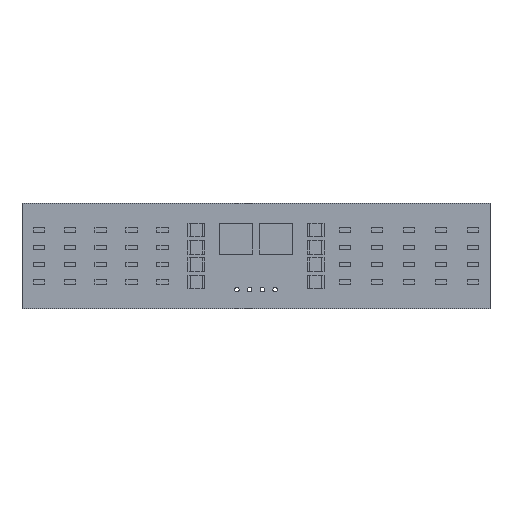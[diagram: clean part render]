
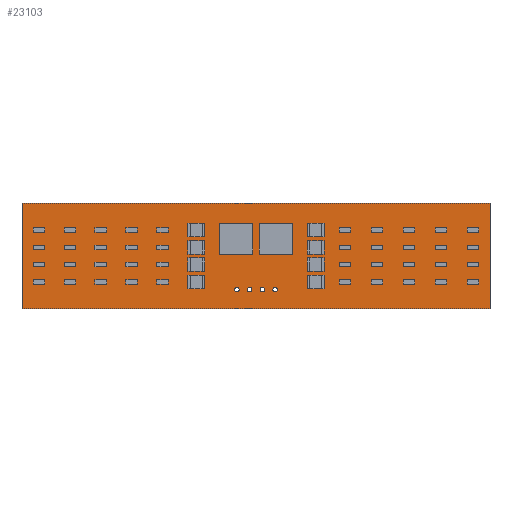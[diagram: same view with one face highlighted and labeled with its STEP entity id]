
A CAD part, top view. The second image highlights one B-rep face of the part: STEP entity #23103.
In plain terms, the highlighted planar face has unit normal (0, 0, 1).
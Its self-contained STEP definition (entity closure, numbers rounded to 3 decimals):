
#22830 = VERTEX_POINT('',#22831);
#22831 = CARTESIAN_POINT('',(76.2,81.28,0.));
#22837 = EDGE_CURVE('',#22830,#22838,#22840,.T.);
#22838 = VERTEX_POINT('',#22839);
#22839 = CARTESIAN_POINT('',(76.2,102.235,0.));
#22840 = LINE('',#22841,#22842);
#22841 = CARTESIAN_POINT('',(76.2,81.28,0.));
#22842 = VECTOR('',#22843,1.);
#22843 = DIRECTION('',(0.,1.,0.));
#22868 = EDGE_CURVE('',#22838,#22869,#22871,.T.);
#22869 = VERTEX_POINT('',#22870);
#22870 = CARTESIAN_POINT('',(168.91,102.235,0.));
#22871 = LINE('',#22872,#22873);
#22872 = CARTESIAN_POINT('',(76.2,102.235,0.));
#22873 = VECTOR('',#22874,1.);
#22874 = DIRECTION('',(1.,0.,0.));
#22899 = EDGE_CURVE('',#22869,#22900,#22902,.T.);
#22900 = VERTEX_POINT('',#22901);
#22901 = CARTESIAN_POINT('',(168.91,81.28,0.));
#22902 = LINE('',#22903,#22904);
#22903 = CARTESIAN_POINT('',(168.91,102.235,0.));
#22904 = VECTOR('',#22905,1.);
#22905 = DIRECTION('',(0.,-1.,0.));
#22930 = EDGE_CURVE('',#22900,#22830,#22931,.T.);
#22931 = LINE('',#22932,#22933);
#22932 = CARTESIAN_POINT('',(168.91,81.28,0.));
#22933 = VECTOR('',#22934,1.);
#22934 = DIRECTION('',(-1.,0.,0.));
#22954 = VERTEX_POINT('',#22955);
#22955 = CARTESIAN_POINT('',(121.735,85.09,0.));
#22961 = EDGE_CURVE('',#22954,#22954,#22962,.T.);
#22962 = CIRCLE('',#22963,0.45);
#22963 = AXIS2_PLACEMENT_3D('',#22964,#22965,#22966);
#22964 = CARTESIAN_POINT('',(121.285,85.09,0.));
#22965 = DIRECTION('',(0.,0.,1.));
#22966 = DIRECTION('',(1.,0.,0.));
#22987 = VERTEX_POINT('',#22988);
#22988 = CARTESIAN_POINT('',(119.195,85.09,0.));
#22994 = EDGE_CURVE('',#22987,#22987,#22995,.T.);
#22995 = CIRCLE('',#22996,0.45);
#22996 = AXIS2_PLACEMENT_3D('',#22997,#22998,#22999);
#22997 = CARTESIAN_POINT('',(118.745,85.09,0.));
#22998 = DIRECTION('',(0.,0.,1.));
#22999 = DIRECTION('',(1.,0.,0.));
#23020 = VERTEX_POINT('',#23021);
#23021 = CARTESIAN_POINT('',(126.815,85.09,0.));
#23027 = EDGE_CURVE('',#23020,#23020,#23028,.T.);
#23028 = CIRCLE('',#23029,0.45);
#23029 = AXIS2_PLACEMENT_3D('',#23030,#23031,#23032);
#23030 = CARTESIAN_POINT('',(126.365,85.09,0.));
#23031 = DIRECTION('',(0.,0.,1.));
#23032 = DIRECTION('',(1.,0.,0.));
#23053 = VERTEX_POINT('',#23054);
#23054 = CARTESIAN_POINT('',(124.275,85.09,0.));
#23060 = EDGE_CURVE('',#23053,#23053,#23061,.T.);
#23061 = CIRCLE('',#23062,0.45);
#23062 = AXIS2_PLACEMENT_3D('',#23063,#23064,#23065);
#23063 = CARTESIAN_POINT('',(123.825,85.09,0.));
#23064 = DIRECTION('',(0.,0.,1.));
#23065 = DIRECTION('',(1.,0.,0.));
#23103 = ADVANCED_FACE('',(#23104,#23110,#23113,#23116,#23119),#23122,
  .T.);
#23104 = FACE_BOUND('',#23105,.F.);
#23105 = EDGE_LOOP('',(#23106,#23107,#23108,#23109));
#23106 = ORIENTED_EDGE('',*,*,#22837,.T.);
#23107 = ORIENTED_EDGE('',*,*,#22868,.T.);
#23108 = ORIENTED_EDGE('',*,*,#22899,.T.);
#23109 = ORIENTED_EDGE('',*,*,#22930,.T.);
#23110 = FACE_BOUND('',#23111,.T.);
#23111 = EDGE_LOOP('',(#23112));
#23112 = ORIENTED_EDGE('',*,*,#22961,.F.);
#23113 = FACE_BOUND('',#23114,.T.);
#23114 = EDGE_LOOP('',(#23115));
#23115 = ORIENTED_EDGE('',*,*,#22994,.F.);
#23116 = FACE_BOUND('',#23117,.T.);
#23117 = EDGE_LOOP('',(#23118));
#23118 = ORIENTED_EDGE('',*,*,#23027,.F.);
#23119 = FACE_BOUND('',#23120,.T.);
#23120 = EDGE_LOOP('',(#23121));
#23121 = ORIENTED_EDGE('',*,*,#23060,.F.);
#23122 = PLANE('',#23123);
#23123 = AXIS2_PLACEMENT_3D('',#23124,#23125,#23126);
#23124 = CARTESIAN_POINT('',(76.2,81.28,0.));
#23125 = DIRECTION('',(0.,0.,1.));
#23126 = DIRECTION('',(1.,0.,0.));
